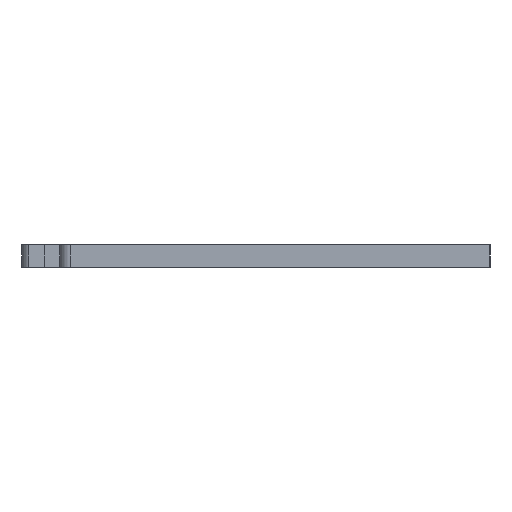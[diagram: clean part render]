
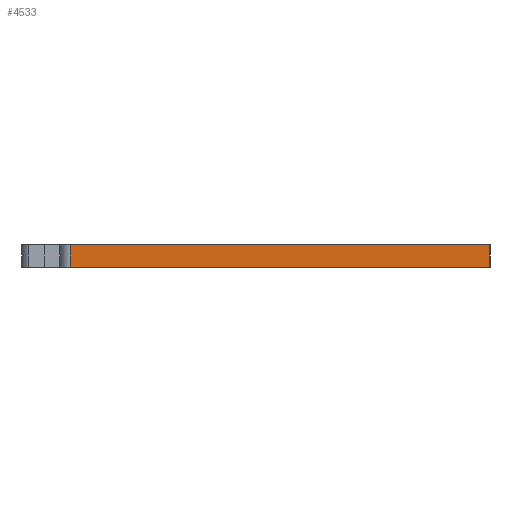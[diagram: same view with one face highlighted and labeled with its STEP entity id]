
A CAD part, left-side view. The second image highlights one B-rep face of the part: STEP entity #4533.
In plain terms, the highlighted planar face has unit normal (-1, 0, 0).
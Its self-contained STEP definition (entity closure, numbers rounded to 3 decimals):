
#297 = EDGE_CURVE ( 'NONE', #351, #2589, #3599, .T. ) ;
#351 = VERTEX_POINT ( 'NONE', #7599 ) ;
#415 = EDGE_CURVE ( 'NONE', #351, #12994, #5052, .T. ) ;
#865 = VECTOR ( 'NONE', #9483, 1000. ) ;
#918 = LINE ( 'NONE', #7948, #11367 ) ;
#1253 = DIRECTION ( 'NONE',  ( 1., 0., 0. ) ) ;
#1337 = LINE ( 'NONE', #8525, #6449 ) ;
#2432 = VERTEX_POINT ( 'NONE', #6613 ) ;
#2589 = VERTEX_POINT ( 'NONE', #11806 ) ;
#3278 = CARTESIAN_POINT ( 'NONE',  ( 0., 0., 9. ) ) ;
#3599 = LINE ( 'NONE', #10089, #865 ) ;
#3693 = ORIENTED_EDGE ( 'NONE', *, *, #415, .F. ) ;
#4533 = ADVANCED_FACE ( 'NONE', ( #7473 ), #7285, .F. ) ;
#4922 = ORIENTED_EDGE ( 'NONE', *, *, #6055, .F. ) ;
#5052 = LINE ( 'NONE', #5632, #13038 ) ;
#5632 = CARTESIAN_POINT ( 'NONE',  ( 0., 0., 9. ) ) ;
#6055 = EDGE_CURVE ( 'NONE', #12994, #2432, #918, .T. ) ;
#6449 = VECTOR ( 'NONE', #8168, 1000. ) ;
#6613 = CARTESIAN_POINT ( 'NONE',  ( 0., 0., 0. ) ) ;
#6789 = AXIS2_PLACEMENT_3D ( 'NONE', #3278, #1253, #8353 ) ;
#7275 = CARTESIAN_POINT ( 'NONE',  ( 0., 0., 9. ) ) ;
#7285 = PLANE ( 'NONE',  #6789 ) ;
#7473 = FACE_OUTER_BOUND ( 'NONE', #10973, .T. ) ;
#7599 = CARTESIAN_POINT ( 'NONE',  ( 0., 166., 9. ) ) ;
#7948 = CARTESIAN_POINT ( 'NONE',  ( 0., 0., 9. ) ) ;
#8168 = DIRECTION ( 'NONE',  ( 0., -1., 0. ) ) ;
#8353 = DIRECTION ( 'NONE',  ( 0., 0., -1. ) ) ;
#8525 = CARTESIAN_POINT ( 'NONE',  ( 0., 0., 0. ) ) ;
#8847 = DIRECTION ( 'NONE',  ( 0., -1., 0. ) ) ;
#9091 = EDGE_CURVE ( 'NONE', #2589, #2432, #1337, .T. ) ;
#9483 = DIRECTION ( 'NONE',  ( 0., 0., -1. ) ) ;
#9749 = ORIENTED_EDGE ( 'NONE', *, *, #297, .T. ) ;
#9994 = DIRECTION ( 'NONE',  ( 0., 0., -1. ) ) ;
#10089 = CARTESIAN_POINT ( 'NONE',  ( 0., 166., 9. ) ) ;
#10973 = EDGE_LOOP ( 'NONE', ( #3693, #9749, #11335, #4922 ) ) ;
#11335 = ORIENTED_EDGE ( 'NONE', *, *, #9091, .T. ) ;
#11367 = VECTOR ( 'NONE', #9994, 1000. ) ;
#11806 = CARTESIAN_POINT ( 'NONE',  ( 0., 166., 0. ) ) ;
#12994 = VERTEX_POINT ( 'NONE', #7275 ) ;
#13038 = VECTOR ( 'NONE', #8847, 1000. ) ;
